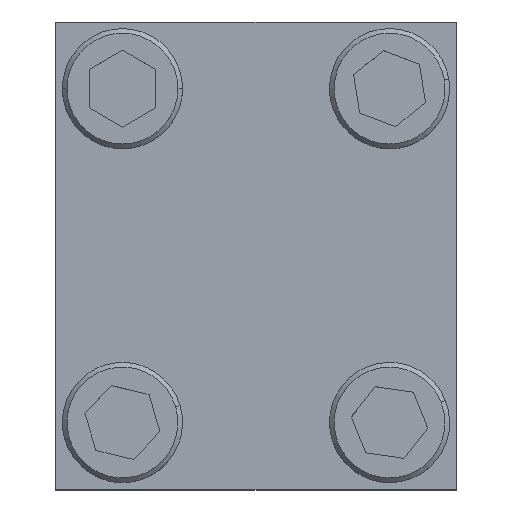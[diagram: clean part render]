
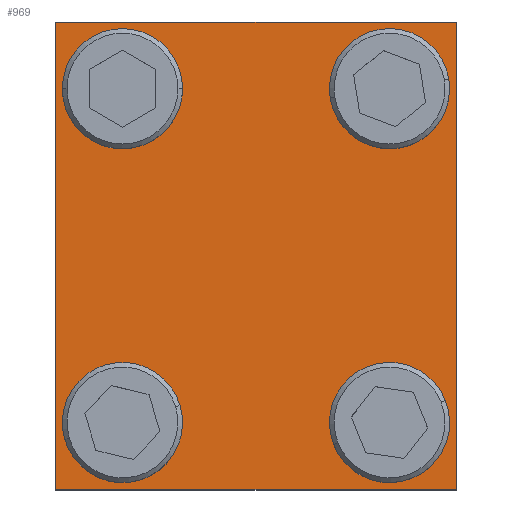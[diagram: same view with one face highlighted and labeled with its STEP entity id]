
A CAD part, top view. The second image highlights one B-rep face of the part: STEP entity #969.
In plain terms, the highlighted planar face has unit normal (0, 0, 1).
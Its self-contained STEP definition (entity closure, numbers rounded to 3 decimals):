
#13 = VERTEX_POINT ( 'NONE', #203 ) ;
#25 = DIRECTION ( 'NONE',  ( 0., -1., 0. ) ) ;
#30 = AXIS2_PLACEMENT_3D ( 'NONE', #1060, #746, #1233 ) ;
#34 = EDGE_LOOP ( 'NONE', ( #1504, #623 ) ) ;
#56 = DIRECTION ( 'NONE',  ( -1., 0., 0. ) ) ;
#69 = ORIENTED_EDGE ( 'NONE', *, *, #2057, .F. ) ;
#71 = ORIENTED_EDGE ( 'NONE', *, *, #378, .T. ) ;
#104 = AXIS2_PLACEMENT_3D ( 'NONE', #1131, #805, #168 ) ;
#112 = VECTOR ( 'NONE', #25, 1000. ) ;
#128 = CIRCLE ( 'NONE', #577, 7. ) ;
#134 = DIRECTION ( 'NONE',  ( 1., 0., 0. ) ) ;
#148 = LINE ( 'NONE', #914, #857 ) ;
#168 = DIRECTION ( 'NONE',  ( 1., 0., 0. ) ) ;
#203 = CARTESIAN_POINT ( 'NONE',  ( 13., -25., 25. ) ) ;
#231 = EDGE_CURVE ( 'NONE', #1425, #1934, #1747, .T. ) ;
#258 = DIRECTION ( 'NONE',  ( 0., 0., 1. ) ) ;
#259 = FACE_BOUND ( 'NONE', #34, .T. ) ;
#284 = LINE ( 'NONE', #972, #112 ) ;
#324 = DIRECTION ( 'NONE',  ( 1., 0., 0. ) ) ;
#336 = CARTESIAN_POINT ( 'NONE',  ( 30., -35., 25. ) ) ;
#340 = CARTESIAN_POINT ( 'NONE',  ( -20., 25., 25. ) ) ;
#358 = DIRECTION ( 'NONE',  ( 0., 1., 0. ) ) ;
#365 = DIRECTION ( 'NONE',  ( 0., 0., -1. ) ) ;
#372 = CARTESIAN_POINT ( 'NONE',  ( -30., -35., 25. ) ) ;
#378 = EDGE_CURVE ( 'NONE', #747, #1425, #1461, .T. ) ;
#409 = EDGE_CURVE ( 'NONE', #1934, #1702, #284, .T. ) ;
#431 = VERTEX_POINT ( 'NONE', #1854 ) ;
#456 = CARTESIAN_POINT ( 'NONE',  ( 30., 35., 25. ) ) ;
#465 = CIRCLE ( 'NONE', #1991, 7. ) ;
#467 = DIRECTION ( 'NONE',  ( 0., 0., 1. ) ) ;
#472 = ORIENTED_EDGE ( 'NONE', *, *, #1299, .F. ) ;
#479 = EDGE_CURVE ( 'NONE', #516, #1983, #1191, .T. ) ;
#516 = VERTEX_POINT ( 'NONE', #1505 ) ;
#555 = CARTESIAN_POINT ( 'NONE',  ( -20., -25., 25. ) ) ;
#566 = VERTEX_POINT ( 'NONE', #1830 ) ;
#577 = AXIS2_PLACEMENT_3D ( 'NONE', #1089, #467, #1273 ) ;
#578 = CARTESIAN_POINT ( 'NONE',  ( 20., -25., 25. ) ) ;
#585 = EDGE_CURVE ( 'NONE', #566, #811, #2076, .T. ) ;
#589 = FACE_BOUND ( 'NONE', #1255, .T. ) ;
#608 = CARTESIAN_POINT ( 'NONE',  ( -20., -25., 25. ) ) ;
#623 = ORIENTED_EDGE ( 'NONE', *, *, #479, .F. ) ;
#632 = EDGE_CURVE ( 'NONE', #431, #1785, #465, .T. ) ;
#669 = AXIS2_PLACEMENT_3D ( 'NONE', #1811, #365, #56 ) ;
#711 = EDGE_CURVE ( 'NONE', #1702, #747, #148, .T. ) ;
#718 = EDGE_LOOP ( 'NONE', ( #1094, #1980 ) ) ;
#746 = DIRECTION ( 'NONE',  ( 0., 0., 1. ) ) ;
#747 = VERTEX_POINT ( 'NONE', #2055 ) ;
#760 = AXIS2_PLACEMENT_3D ( 'NONE', #608, #1927, #134 ) ;
#805 = DIRECTION ( 'NONE',  ( 0., 0., 1. ) ) ;
#811 = VERTEX_POINT ( 'NONE', #1077 ) ;
#842 = DIRECTION ( 'NONE',  ( 0., 0., 1. ) ) ;
#857 = VECTOR ( 'NONE', #1707, 1000. ) ;
#878 = AXIS2_PLACEMENT_3D ( 'NONE', #340, #1595, #324 ) ;
#914 = CARTESIAN_POINT ( 'NONE',  ( -30., -35., 25. ) ) ;
#969 = ADVANCED_FACE ( 'NONE', ( #259, #1029, #1433, #998, #589 ), #1314, .F. ) ;
#971 = VERTEX_POINT ( 'NONE', #1001 ) ;
#972 = CARTESIAN_POINT ( 'NONE',  ( -30., -35., 25. ) ) ;
#983 = VECTOR ( 'NONE', #2075, 1000. ) ;
#992 = ORIENTED_EDGE ( 'NONE', *, *, #711, .T. ) ;
#998 = FACE_BOUND ( 'NONE', #1071, .T. ) ;
#1001 = CARTESIAN_POINT ( 'NONE',  ( 27., -25., 25. ) ) ;
#1021 = CARTESIAN_POINT ( 'NONE',  ( -30., 35., 25. ) ) ;
#1026 = DIRECTION ( 'NONE',  ( 1., 0., 0. ) ) ;
#1029 = FACE_BOUND ( 'NONE', #718, .T. ) ;
#1054 = DIRECTION ( 'NONE',  ( 1., 0., 0. ) ) ;
#1060 = CARTESIAN_POINT ( 'NONE',  ( -20., 25., 25. ) ) ;
#1064 = CARTESIAN_POINT ( 'NONE',  ( 20., 25., 25. ) ) ;
#1071 = EDGE_LOOP ( 'NONE', ( #1113, #69 ) ) ;
#1077 = CARTESIAN_POINT ( 'NONE',  ( -27., 25., 25. ) ) ;
#1089 = CARTESIAN_POINT ( 'NONE',  ( 20., -25., 25. ) ) ;
#1094 = ORIENTED_EDGE ( 'NONE', *, *, #2035, .F. ) ;
#1113 = ORIENTED_EDGE ( 'NONE', *, *, #632, .F. ) ;
#1131 = CARTESIAN_POINT ( 'NONE',  ( 20., 25., 25. ) ) ;
#1191 = CIRCLE ( 'NONE', #1872, 7. ) ;
#1210 = CIRCLE ( 'NONE', #104, 7. ) ;
#1223 = DIRECTION ( 'NONE',  ( 1., 0., 0. ) ) ;
#1233 = DIRECTION ( 'NONE',  ( 1., 0., 0. ) ) ;
#1255 = EDGE_LOOP ( 'NONE', ( #472, #2042 ) ) ;
#1273 = DIRECTION ( 'NONE',  ( 1., 0., 0. ) ) ;
#1299 = EDGE_CURVE ( 'NONE', #13, #971, #128, .T. ) ;
#1314 = PLANE ( 'NONE',  #669 ) ;
#1380 = EDGE_CURVE ( 'NONE', #1983, #516, #1412, .T. ) ;
#1412 = CIRCLE ( 'NONE', #760, 7. ) ;
#1425 = VERTEX_POINT ( 'NONE', #456 ) ;
#1433 = FACE_OUTER_BOUND ( 'NONE', #1957, .T. ) ;
#1446 = CARTESIAN_POINT ( 'NONE',  ( -30., 35., 25. ) ) ;
#1461 = LINE ( 'NONE', #336, #2054 ) ;
#1504 = ORIENTED_EDGE ( 'NONE', *, *, #1380, .F. ) ;
#1505 = CARTESIAN_POINT ( 'NONE',  ( -13., -25., 25. ) ) ;
#1576 = CIRCLE ( 'NONE', #1907, 7. ) ;
#1595 = DIRECTION ( 'NONE',  ( 0., 0., 1. ) ) ;
#1674 = CARTESIAN_POINT ( 'NONE',  ( -27., -25., 25. ) ) ;
#1702 = VERTEX_POINT ( 'NONE', #372 ) ;
#1704 = ORIENTED_EDGE ( 'NONE', *, *, #409, .T. ) ;
#1707 = DIRECTION ( 'NONE',  ( 1., 0., 0. ) ) ;
#1733 = ORIENTED_EDGE ( 'NONE', *, *, #231, .T. ) ;
#1747 = LINE ( 'NONE', #1446, #983 ) ;
#1785 = VERTEX_POINT ( 'NONE', #1993 ) ;
#1811 = CARTESIAN_POINT ( 'NONE',  ( 0., 0., 25. ) ) ;
#1830 = CARTESIAN_POINT ( 'NONE',  ( -13., 25., 25. ) ) ;
#1854 = CARTESIAN_POINT ( 'NONE',  ( 13., 25., 25. ) ) ;
#1862 = DIRECTION ( 'NONE',  ( 0., 0., 1. ) ) ;
#1872 = AXIS2_PLACEMENT_3D ( 'NONE', #555, #842, #1026 ) ;
#1907 = AXIS2_PLACEMENT_3D ( 'NONE', #578, #258, #1054 ) ;
#1927 = DIRECTION ( 'NONE',  ( 0., 0., 1. ) ) ;
#1934 = VERTEX_POINT ( 'NONE', #1021 ) ;
#1945 = CIRCLE ( 'NONE', #878, 7. ) ;
#1957 = EDGE_LOOP ( 'NONE', ( #71, #1733, #1704, #992 ) ) ;
#1959 = EDGE_CURVE ( 'NONE', #971, #13, #1576, .T. ) ;
#1980 = ORIENTED_EDGE ( 'NONE', *, *, #585, .F. ) ;
#1983 = VERTEX_POINT ( 'NONE', #1674 ) ;
#1991 = AXIS2_PLACEMENT_3D ( 'NONE', #1064, #1862, #1223 ) ;
#1993 = CARTESIAN_POINT ( 'NONE',  ( 27., 25., 25. ) ) ;
#2035 = EDGE_CURVE ( 'NONE', #811, #566, #1945, .T. ) ;
#2042 = ORIENTED_EDGE ( 'NONE', *, *, #1959, .F. ) ;
#2054 = VECTOR ( 'NONE', #358, 1000. ) ;
#2055 = CARTESIAN_POINT ( 'NONE',  ( 30., -35., 25. ) ) ;
#2057 = EDGE_CURVE ( 'NONE', #1785, #431, #1210, .T. ) ;
#2075 = DIRECTION ( 'NONE',  ( -1., 0., 0. ) ) ;
#2076 = CIRCLE ( 'NONE', #30, 7. ) ;
